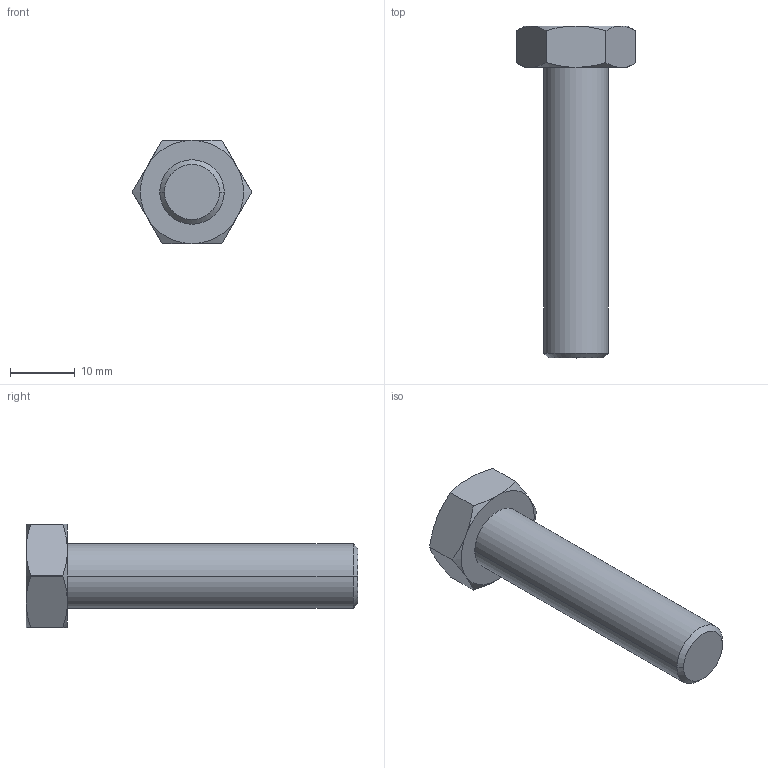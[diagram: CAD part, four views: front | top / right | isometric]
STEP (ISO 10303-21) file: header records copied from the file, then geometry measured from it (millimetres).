
FILE_DESCRIPTION (( 'STEP AP203' ), '1' );
FILE_NAME ('3_8 UNC X 1 3_4 G8_REV_.step', '2026-01-28T00:17:30', ( '' ), ( '' ), 'SwSTEP 2.0', 'SolidWorks 2025', '' );
FILE_SCHEMA (( 'CONFIG_CONTROL_DESIGN' ));
Length unit declared in the file: millimetre
Products named in the file (1): 3_8 UNC X 1 3_4 G8_REV_
Bounding box: 18.48 x 51.4 x 16 mm (x, y, z)
Volume: 4933.1 mm3; surface area: 2176 mm2
Topology: 1 solids, 1 shells, 37 faces, 84 edges, 51 vertices
Faces by surface type: cone 16, cylinder 11, plane 10
Entity records: 1202 total; most frequent: CARTESIAN_POINT 309, DIRECTION 175, ORIENTED_EDGE 168, EDGE_CURVE 84, AXIS2_PLACEMENT_3D 77, VERTEX_POINT 51, EDGE_LOOP 39, CIRCLE 39
